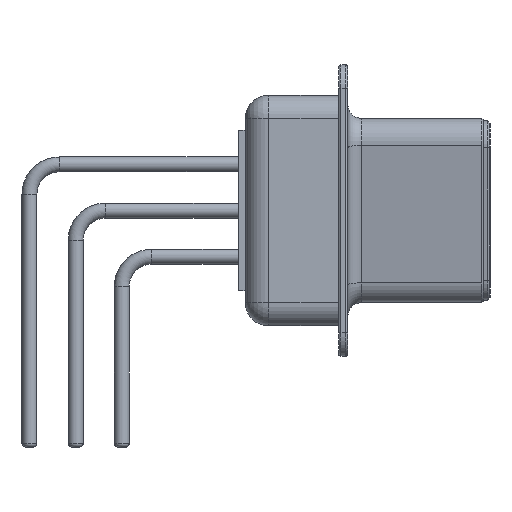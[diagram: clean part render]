
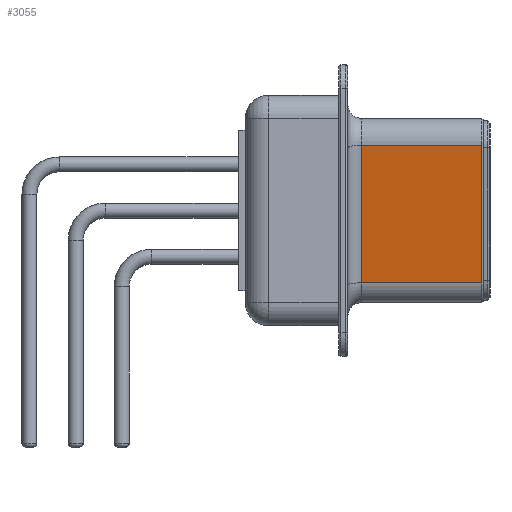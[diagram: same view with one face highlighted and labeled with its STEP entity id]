
A CAD part, left-side view. The second image highlights one B-rep face of the part: STEP entity #3055.
In plain terms, the highlighted planar face has unit normal (-0.989, 0, -0.151).
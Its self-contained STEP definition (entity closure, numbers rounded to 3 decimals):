
#1119 = VERTEX_POINT('',#1120);
#1120 = CARTESIAN_POINT('',(-50.722,-19.41,9.049));
#1167 = EDGE_CURVE('',#1119,#1168,#1170,.T.);
#1168 = VERTEX_POINT('',#1169);
#1169 = CARTESIAN_POINT('',(-49.822,-19.41,3.149));
#1170 = LINE('',#1171,#1172);
#1171 = CARTESIAN_POINT('',(-50.722,-19.41,9.049));
#1172 = VECTOR('',#1173,1.);
#1173 = DIRECTION('',(0.151,0.,-0.989
));
#3012 = VERTEX_POINT('',#3013);
#3013 = CARTESIAN_POINT('',(-50.722,-14.26,9.049));
#3020 = EDGE_CURVE('',#3012,#1119,#3021,.T.);
#3021 = LINE('',#3022,#3023);
#3022 = CARTESIAN_POINT('',(-50.722,-13.66,9.049));
#3023 = VECTOR('',#3024,1.);
#3024 = DIRECTION('',(0.,-1.,0.));
#3055 = ADVANCED_FACE('',(#3056),#3074,.T.);
#3056 = FACE_BOUND('',#3057,.T.);
#3057 = EDGE_LOOP('',(#3058,#3066,#3067,#3068));
#3058 = ORIENTED_EDGE('',*,*,#3059,.T.);
#3059 = EDGE_CURVE('',#3060,#1168,#3062,.T.);
#3060 = VERTEX_POINT('',#3061);
#3061 = CARTESIAN_POINT('',(-49.822,-14.26,3.149));
#3062 = LINE('',#3063,#3064);
#3063 = CARTESIAN_POINT('',(-49.822,-13.66,3.149));
#3064 = VECTOR('',#3065,1.);
#3065 = DIRECTION('',(0.,-1.,0.));
#3066 = ORIENTED_EDGE('',*,*,#1167,.F.);
#3067 = ORIENTED_EDGE('',*,*,#3020,.F.);
#3068 = ORIENTED_EDGE('',*,*,#3069,.F.);
#3069 = EDGE_CURVE('',#3060,#3012,#3070,.T.);
#3070 = LINE('',#3071,#3072);
#3071 = CARTESIAN_POINT('',(-49.822,-14.26,3.149));
#3072 = VECTOR('',#3073,1.);
#3073 = DIRECTION('',(-0.151,0.,0.989)
);
#3074 = PLANE('',#3075);
#3075 = AXIS2_PLACEMENT_3D('',#3076,#3077,#3078);
#3076 = CARTESIAN_POINT('',(-49.693,-13.66,2.3));
#3077 = DIRECTION('',(-0.989,0.,
-0.151));
#3078 = DIRECTION('',(-0.151,0.,0.989)
);
